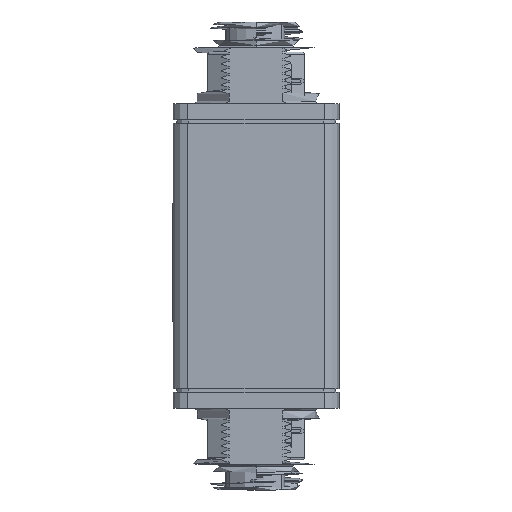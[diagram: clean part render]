
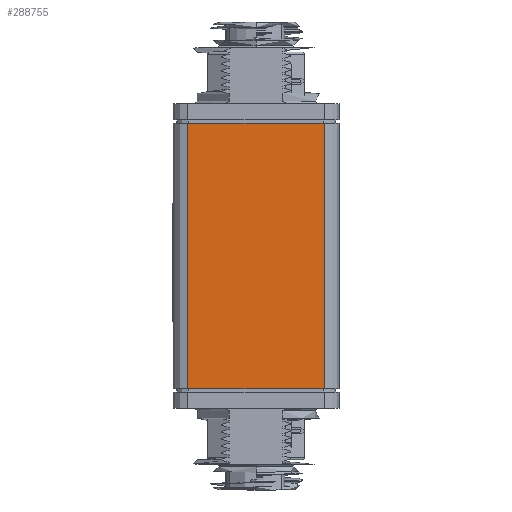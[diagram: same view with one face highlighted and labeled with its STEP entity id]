
A CAD part, left-side view. The second image highlights one B-rep face of the part: STEP entity #288755.
In plain terms, the highlighted planar face has unit normal (-1, 0, 0).
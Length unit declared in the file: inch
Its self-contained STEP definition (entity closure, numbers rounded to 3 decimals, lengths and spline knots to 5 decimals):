
#1707 = VECTOR ( 'NONE', #70715, 39.37008 ) ;
#3962 = VERTEX_POINT ( 'NONE', #285588 ) ;
#10662 = PLANE ( 'NONE',  #73238 ) ;
#21552 = VERTEX_POINT ( 'NONE', #76114 ) ;
#21909 = EDGE_LOOP ( 'NONE', ( #240621, #212356, #26203, #220956 ) ) ;
#23863 = VECTOR ( 'NONE', #218682, 39.37008 ) ;
#26203 = ORIENTED_EDGE ( 'NONE', *, *, #64230, .T. ) ;
#50955 = VECTOR ( 'NONE', #234653, 39.37008 ) ;
#64230 = EDGE_CURVE ( 'NONE', #223782, #3962, #150447, .T. ) ;
#70715 = DIRECTION ( 'NONE',  ( 0., 0., 1. ) ) ;
#71615 = EDGE_CURVE ( 'NONE', #117841, #21552, #91491, .T. ) ;
#73238 = AXIS2_PLACEMENT_3D ( 'NONE', #153264, #253334, #179041 ) ;
#74590 = CARTESIAN_POINT ( 'NONE',  ( 0., 1.285, -1.125 ) ) ;
#76114 = CARTESIAN_POINT ( 'NONE',  ( 0., 0.125, 1.125 ) ) ;
#91491 = LINE ( 'NONE', #136675, #50955 ) ;
#117841 = VERTEX_POINT ( 'NONE', #266624 ) ;
#120298 = CARTESIAN_POINT ( 'NONE',  ( 0., 0.125, 1.125 ) ) ;
#136675 = CARTESIAN_POINT ( 'NONE',  ( 0., 0., 1.125 ) ) ;
#150447 = LINE ( 'NONE', #298768, #261343 ) ;
#151039 = EDGE_CURVE ( 'NONE', #117841, #223782, #275320, .T. ) ;
#153264 = CARTESIAN_POINT ( 'NONE',  ( 0., 0., 1.125 ) ) ;
#154960 = FACE_OUTER_BOUND ( 'NONE', #21909, .T. ) ;
#157026 = DIRECTION ( 'NONE',  ( 0., -1., 0. ) ) ;
#169257 = CARTESIAN_POINT ( 'NONE',  ( 0., 1.285, 1.125 ) ) ;
#179041 = DIRECTION ( 'NONE',  ( 0., 0., -1. ) ) ;
#212356 = ORIENTED_EDGE ( 'NONE', *, *, #151039, .T. ) ;
#214729 = EDGE_CURVE ( 'NONE', #3962, #21552, #238244, .T. ) ;
#218682 = DIRECTION ( 'NONE',  ( 0., 0., -1. ) ) ;
#220956 = ORIENTED_EDGE ( 'NONE', *, *, #214729, .T. ) ;
#223782 = VERTEX_POINT ( 'NONE', #74590 ) ;
#234653 = DIRECTION ( 'NONE',  ( 0., -1., 0. ) ) ;
#238244 = LINE ( 'NONE', #120298, #1707 ) ;
#240621 = ORIENTED_EDGE ( 'NONE', *, *, #71615, .F. ) ;
#253334 = DIRECTION ( 'NONE',  ( 1., 0., 0. ) ) ;
#261343 = VECTOR ( 'NONE', #157026, 39.37008 ) ;
#266624 = CARTESIAN_POINT ( 'NONE',  ( 0., 1.285, 1.125 ) ) ;
#275320 = LINE ( 'NONE', #169257, #23863 ) ;
#285588 = CARTESIAN_POINT ( 'NONE',  ( 0., 0.125, -1.125 ) ) ;
#288755 = ADVANCED_FACE ( 'NONE', ( #154960 ), #10662, .F. ) ;
#298768 = CARTESIAN_POINT ( 'NONE',  ( 0., 0., -1.125 ) ) ;
